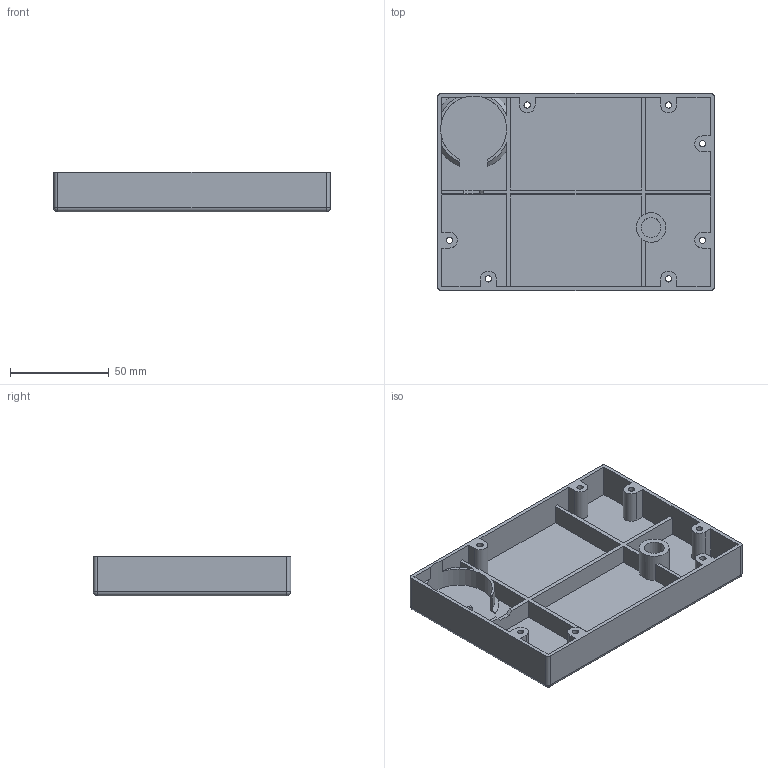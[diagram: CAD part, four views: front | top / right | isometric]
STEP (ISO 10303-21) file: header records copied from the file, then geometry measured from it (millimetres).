
FILE_DESCRIPTION(/* description */ ('STEP AP242','CAx-IF Rec.Pracs.---Representation and Presentation of Product Manufacturing Information (PMI)---4.0---2014-10-13','CAx-IF Rec.Pracs.---3D Tessellated Geometry---0.4---2014-09-14','2;1'),/* implementation_level */ '2;1');
FILE_NAME(/* name */ '662719cab599c437ea5b3906',/* time_stamp */ '2024-04-23T02:15:38Z',/* author */ (''),/* organization */ (''),/* preprocessor_version */ 'ST-DEVELOPER v20',/* originating_system */ ' ',/* authorisation */ ' ');
FILE_SCHEMA (('AP242_MANAGED_MODEL_BASED_3D_ENGINEERING_MIM_LF { 1 0 10303 442 1 1 4 }'));
Length unit declared in the file: metre
Products named in the file (1): Plinthe
Bounding box: 140 x 100 x 20 mm (x, y, z)
Volume: 70438.8 mm3; surface area: 56373.2 mm2
Topology: 1 solids, 1 shells, 128 faces, 343 edges, 222 vertices
Faces by surface type: plane 77, cylinder 36, cone 11, sphere 4
Full cylindrical faces by diameter (mm): 3.15 x7, 5 x7, 10 x1, 15 x1
Entity records: 3828 total; most frequent: CARTESIAN_POINT 675, DIRECTION 648, ORIENTED_EDGE 616, EDGE_CURVE 308, AXIS2_PLACEMENT_3D 219, VERTEX_POINT 214, LINE 210, VECTOR 210
